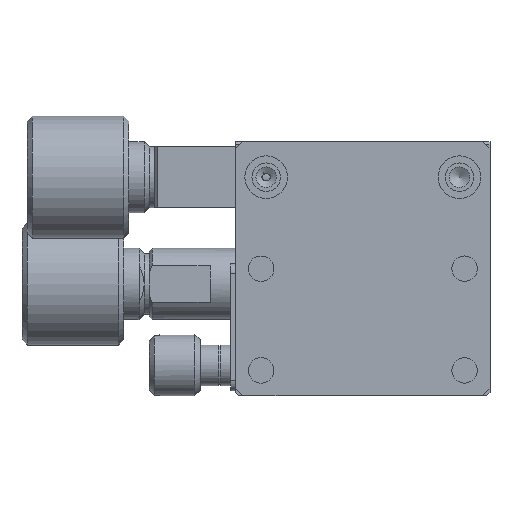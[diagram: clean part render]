
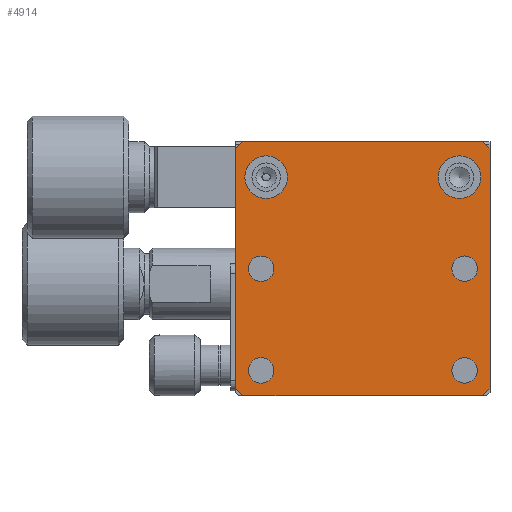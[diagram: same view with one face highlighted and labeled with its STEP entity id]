
A CAD part, front view. The second image highlights one B-rep face of the part: STEP entity #4914.
In plain terms, the highlighted planar face has unit normal (0, 1, 0).
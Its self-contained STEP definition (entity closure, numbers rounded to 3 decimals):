
#28 = CARTESIAN_POINT ( 'NONE',  ( 22.5, 15., -12.5 ) ) ;
#156 = VERTEX_POINT ( 'NONE', #4639 ) ;
#279 = EDGE_CURVE ( 'NONE', #5604, #5604, #5254, .T. ) ;
#306 = LINE ( 'NONE', #8233, #5867 ) ;
#341 = PLANE ( 'NONE',  #7602 ) ;
#363 = EDGE_CURVE ( 'NONE', #2761, #2761, #1472, .T. ) ;
#394 = ORIENTED_EDGE ( 'NONE', *, *, #4801, .T. ) ;
#445 = ORIENTED_EDGE ( 'NONE', *, *, #8374, .F. ) ;
#590 = EDGE_CURVE ( 'NONE', #2097, #2097, #7386, .T. ) ;
#623 = LINE ( 'NONE', #2759, #8693 ) ;
#681 = DIRECTION ( 'NONE',  ( 0., -1., 0. ) ) ;
#716 = CARTESIAN_POINT ( 'NONE',  ( 24.29, 15., 0. ) ) ;
#934 = ORIENTED_EDGE ( 'NONE', *, *, #5425, .F. ) ;
#944 = EDGE_CURVE ( 'NONE', #3390, #3477, #306, .T. ) ;
#973 = ORIENTED_EDGE ( 'NONE', *, *, #363, .T. ) ;
#1154 = DIRECTION ( 'NONE',  ( -1., 0., 0. ) ) ;
#1367 = VECTOR ( 'NONE', #8626, 1000. ) ;
#1368 = DIRECTION ( 'NONE',  ( -1., 0., 0. ) ) ;
#1383 = CARTESIAN_POINT ( 'NONE',  ( 0.71, 15., -25. ) ) ;
#1436 = VECTOR ( 'NONE', #1154, 1000. ) ;
#1472 = CIRCLE ( 'NONE', #3436, 1.25 ) ;
#1530 = VECTOR ( 'NONE', #4654, 1000. ) ;
#1584 = EDGE_CURVE ( 'NONE', #5181, #5181, #6318, .T. ) ;
#2097 = VERTEX_POINT ( 'NONE', #4993 ) ;
#2144 = DIRECTION ( 'NONE',  ( 0., 0., 1. ) ) ;
#2216 = CARTESIAN_POINT ( 'NONE',  ( 2.5, 15., -12.5 ) ) ;
#2220 = EDGE_LOOP ( 'NONE', ( #4427 ) ) ;
#2309 = ORIENTED_EDGE ( 'NONE', *, *, #8336, .T. ) ;
#2357 = VERTEX_POINT ( 'NONE', #7573 ) ;
#2361 = DIRECTION ( 'NONE',  ( 0., -1., 0. ) ) ;
#2709 = DIRECTION ( 'NONE',  ( -0.707, 0., 0.707 ) ) ;
#2759 = CARTESIAN_POINT ( 'NONE',  ( 0., 15., 0. ) ) ;
#2761 = VERTEX_POINT ( 'NONE', #2811 ) ;
#2776 = VERTEX_POINT ( 'NONE', #4182 ) ;
#2811 = CARTESIAN_POINT ( 'NONE',  ( 1.25, 15., -12.5 ) ) ;
#3029 = DIRECTION ( 'NONE',  ( -1., 0., 0. ) ) ;
#3074 = ORIENTED_EDGE ( 'NONE', *, *, #3336, .T. ) ;
#3278 = CARTESIAN_POINT ( 'NONE',  ( 21.25, 15., -12.5 ) ) ;
#3336 = EDGE_CURVE ( 'NONE', #9157, #9157, #3460, .T. ) ;
#3346 = EDGE_LOOP ( 'NONE', ( #7568 ) ) ;
#3390 = VERTEX_POINT ( 'NONE', #6411 ) ;
#3404 = CARTESIAN_POINT ( 'NONE',  ( 22., 15., -3.5 ) ) ;
#3436 = AXIS2_PLACEMENT_3D ( 'NONE', #2216, #2361, #6021 ) ;
#3446 = EDGE_LOOP ( 'NONE', ( #5377 ) ) ;
#3460 = CIRCLE ( 'NONE', #3940, 1.25 ) ;
#3477 = VERTEX_POINT ( 'NONE', #5034 ) ;
#3940 = AXIS2_PLACEMENT_3D ( 'NONE', #28, #5099, #5863 ) ;
#3945 = LINE ( 'NONE', #5405, #1530 ) ;
#4068 = CARTESIAN_POINT ( 'NONE',  ( 22.5, 15., -22.5 ) ) ;
#4182 = CARTESIAN_POINT ( 'NONE',  ( 25., 15., -24.29 ) ) ;
#4201 = ORIENTED_EDGE ( 'NONE', *, *, #590, .T. ) ;
#4203 = FACE_OUTER_BOUND ( 'NONE', #7191, .T. ) ;
#4234 = ORIENTED_EDGE ( 'NONE', *, *, #9307, .T. ) ;
#4311 = LINE ( 'NONE', #7865, #1367 ) ;
#4330 = CARTESIAN_POINT ( 'NONE',  ( 25., 15., 0. ) ) ;
#4338 = VERTEX_POINT ( 'NONE', #716 ) ;
#4381 = CARTESIAN_POINT ( 'NONE',  ( 0.71, 15., -25. ) ) ;
#4416 = EDGE_LOOP ( 'NONE', ( #973 ) ) ;
#4427 = ORIENTED_EDGE ( 'NONE', *, *, #6985, .T. ) ;
#4557 = VERTEX_POINT ( 'NONE', #8069 ) ;
#4569 = FACE_BOUND ( 'NONE', #3346, .T. ) ;
#4639 = CARTESIAN_POINT ( 'NONE',  ( 24.29, 15., -25. ) ) ;
#4654 = DIRECTION ( 'NONE',  ( 0.707, 0., 0.707 ) ) ;
#4663 = AXIS2_PLACEMENT_3D ( 'NONE', #4068, #7670, #6964 ) ;
#4763 = LINE ( 'NONE', #7658, #1436 ) ;
#4801 = EDGE_CURVE ( 'NONE', #3390, #4338, #4311, .T. ) ;
#4880 = DIRECTION ( 'NONE',  ( 0., -1., 0. ) ) ;
#4895 = LINE ( 'NONE', #4330, #6265 ) ;
#4914 = ADVANCED_FACE ( 'NONE', ( #4203, #5997, #7999, #8715, #7559, #8884, #4569 ), #341, .T. ) ;
#4991 = LINE ( 'NONE', #1383, #6428 ) ;
#4993 = CARTESIAN_POINT ( 'NONE',  ( 21.25, 15., -22.5 ) ) ;
#5034 = CARTESIAN_POINT ( 'NONE',  ( 0., 15., -0.71 ) ) ;
#5099 = DIRECTION ( 'NONE',  ( 0., -1., 0. ) ) ;
#5105 = CARTESIAN_POINT ( 'NONE',  ( 0., 15., 0. ) ) ;
#5181 = VERTEX_POINT ( 'NONE', #6801 ) ;
#5254 = CIRCLE ( 'NONE', #8896, 1.25 ) ;
#5268 = AXIS2_PLACEMENT_3D ( 'NONE', #3404, #4880, #1368 ) ;
#5278 = DIRECTION ( 'NONE',  ( 0., 1., 0. ) ) ;
#5377 = ORIENTED_EDGE ( 'NONE', *, *, #1584, .T. ) ;
#5405 = CARTESIAN_POINT ( 'NONE',  ( 25., 15., -24.29 ) ) ;
#5425 = EDGE_CURVE ( 'NONE', #156, #2776, #3945, .T. ) ;
#5507 = VECTOR ( 'NONE', #2709, 1000. ) ;
#5604 = VERTEX_POINT ( 'NONE', #8499 ) ;
#5803 = AXIS2_PLACEMENT_3D ( 'NONE', #9263, #681, #7843 ) ;
#5854 = VERTEX_POINT ( 'NONE', #6549 ) ;
#5863 = DIRECTION ( 'NONE',  ( -1., 0., 0. ) ) ;
#5867 = VECTOR ( 'NONE', #6101, 1000. ) ;
#5997 = FACE_BOUND ( 'NONE', #2220, .T. ) ;
#6021 = DIRECTION ( 'NONE',  ( -1., 0., 0. ) ) ;
#6101 = DIRECTION ( 'NONE',  ( -0.707, 0., -0.707 ) ) ;
#6186 = EDGE_LOOP ( 'NONE', ( #4201 ) ) ;
#6265 = VECTOR ( 'NONE', #6317, 1000. ) ;
#6317 = DIRECTION ( 'NONE',  ( 0., 0., -1. ) ) ;
#6318 = CIRCLE ( 'NONE', #5268, 2.1 ) ;
#6411 = CARTESIAN_POINT ( 'NONE',  ( 0.71, 15., 0. ) ) ;
#6428 = VECTOR ( 'NONE', #7179, 1000. ) ;
#6549 = CARTESIAN_POINT ( 'NONE',  ( 25., 15., -0.71 ) ) ;
#6801 = CARTESIAN_POINT ( 'NONE',  ( 19.9, 15., -3.5 ) ) ;
#6964 = DIRECTION ( 'NONE',  ( -1., 0., 0. ) ) ;
#6985 = EDGE_CURVE ( 'NONE', #4557, #4557, #8075, .T. ) ;
#7002 = ORIENTED_EDGE ( 'NONE', *, *, #944, .F. ) ;
#7018 = EDGE_LOOP ( 'NONE', ( #3074 ) ) ;
#7179 = DIRECTION ( 'NONE',  ( 0.707, 0., -0.707 ) ) ;
#7191 = EDGE_LOOP ( 'NONE', ( #9292, #7002, #394, #8341, #2309, #934, #4234, #445 ) ) ;
#7386 = CIRCLE ( 'NONE', #4663, 1.25 ) ;
#7559 = FACE_BOUND ( 'NONE', #6186, .T. ) ;
#7568 = ORIENTED_EDGE ( 'NONE', *, *, #279, .T. ) ;
#7573 = CARTESIAN_POINT ( 'NONE',  ( 0., 15., -24.29 ) ) ;
#7602 = AXIS2_PLACEMENT_3D ( 'NONE', #5105, #5278, #7606 ) ;
#7606 = DIRECTION ( 'NONE',  ( 1., 0., 0. ) ) ;
#7656 = LINE ( 'NONE', #7699, #5507 ) ;
#7658 = CARTESIAN_POINT ( 'NONE',  ( 0., 15., -25. ) ) ;
#7670 = DIRECTION ( 'NONE',  ( 0., -1., 0. ) ) ;
#7699 = CARTESIAN_POINT ( 'NONE',  ( 24.29, 15., 0. ) ) ;
#7843 = DIRECTION ( 'NONE',  ( -1., 0., 0. ) ) ;
#7865 = CARTESIAN_POINT ( 'NONE',  ( 0., 15., 0. ) ) ;
#7999 = FACE_BOUND ( 'NONE', #3446, .T. ) ;
#8069 = CARTESIAN_POINT ( 'NONE',  ( 0.9, 15., -3.5 ) ) ;
#8075 = CIRCLE ( 'NONE', #5803, 2.1 ) ;
#8229 = EDGE_CURVE ( 'NONE', #5854, #4338, #7656, .T. ) ;
#8233 = CARTESIAN_POINT ( 'NONE',  ( 0., 15., -0.71 ) ) ;
#8302 = EDGE_CURVE ( 'NONE', #2357, #3477, #623, .T. ) ;
#8336 = EDGE_CURVE ( 'NONE', #5854, #2776, #4895, .T. ) ;
#8341 = ORIENTED_EDGE ( 'NONE', *, *, #8229, .F. ) ;
#8374 = EDGE_CURVE ( 'NONE', #2357, #9332, #4991, .T. ) ;
#8499 = CARTESIAN_POINT ( 'NONE',  ( 1.25, 15., -22.5 ) ) ;
#8626 = DIRECTION ( 'NONE',  ( 1., 0., 0. ) ) ;
#8677 = CARTESIAN_POINT ( 'NONE',  ( 2.5, 15., -22.5 ) ) ;
#8693 = VECTOR ( 'NONE', #2144, 1000. ) ;
#8715 = FACE_BOUND ( 'NONE', #4416, .T. ) ;
#8769 = DIRECTION ( 'NONE',  ( 0., -1., 0. ) ) ;
#8884 = FACE_BOUND ( 'NONE', #7018, .T. ) ;
#8896 = AXIS2_PLACEMENT_3D ( 'NONE', #8677, #8769, #3029 ) ;
#9157 = VERTEX_POINT ( 'NONE', #3278 ) ;
#9263 = CARTESIAN_POINT ( 'NONE',  ( 3., 15., -3.5 ) ) ;
#9292 = ORIENTED_EDGE ( 'NONE', *, *, #8302, .T. ) ;
#9307 = EDGE_CURVE ( 'NONE', #156, #9332, #4763, .T. ) ;
#9332 = VERTEX_POINT ( 'NONE', #4381 ) ;
